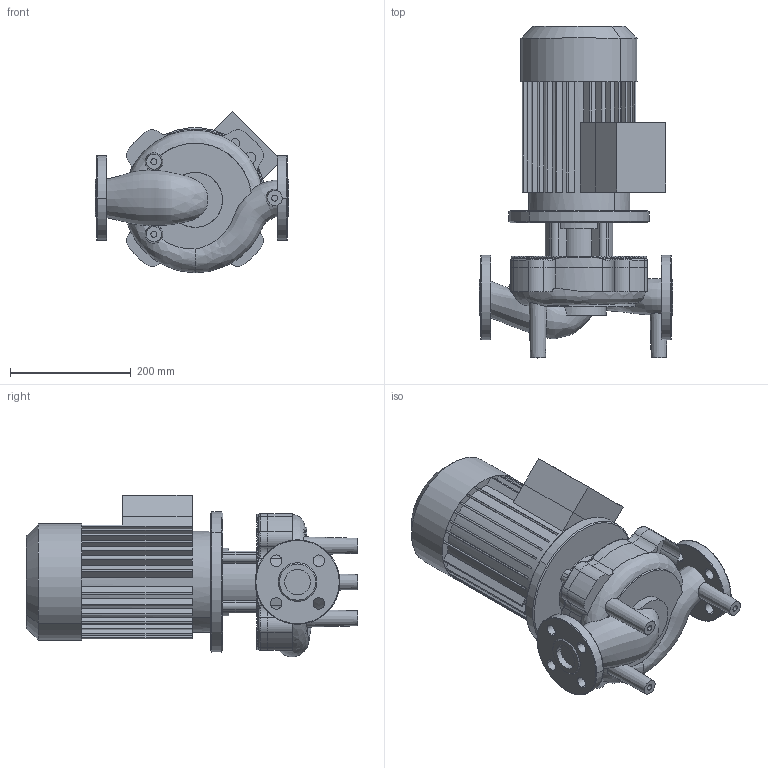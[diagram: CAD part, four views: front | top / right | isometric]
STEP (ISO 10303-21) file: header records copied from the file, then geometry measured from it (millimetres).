
FILE_DESCRIPTION((''),'2;1');
FILE_NAME('3d_IL32_140-1_5_2-2120862.stp','2016-05-24T11:15:51',(''),(''),'Mechanical Desktop 2009','Mechanical Desktop 2009',', , ');
FILE_SCHEMA(('CONFIG_CONTROL_DESIGN'));
Length unit declared in the file: millimetre
Products named in the file (1): Product
Bounding box: 320 x 549.69 x 267.98 mm (x, y, z)
Volume: 14606645 mm3; surface area: 897528.2 mm2
Topology: 10 solids, 10 shells, 454 faces, 1224 edges, 791 vertices
Faces by surface type: plane 138, cylinder 130, bspline 126, torus 48, cone 12
Entity records: 24298 total; most frequent: CARTESIAN_POINT 12993, ORIENTED_EDGE 2418, DIRECTION 2298, EDGE_CURVE 1209, AXIS2_PLACEMENT_3D 894, VERTEX_POINT 788, CIRCLE 566, VECTOR 510
